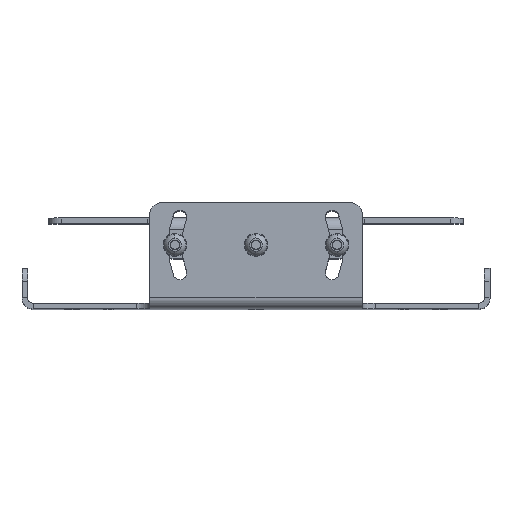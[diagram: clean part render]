
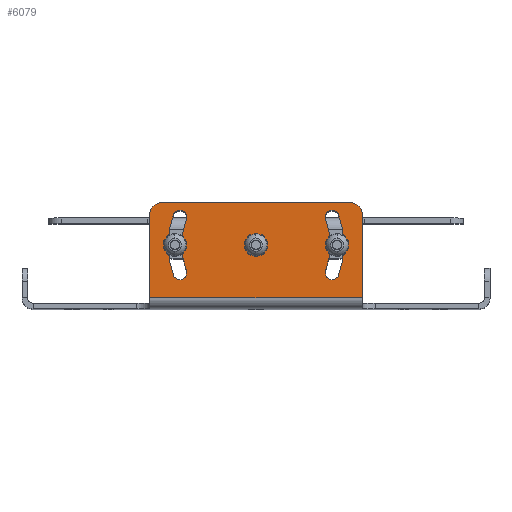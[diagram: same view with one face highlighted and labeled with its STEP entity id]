
A CAD part, top view. The second image highlights one B-rep face of the part: STEP entity #6079.
In plain terms, the highlighted face is planar.
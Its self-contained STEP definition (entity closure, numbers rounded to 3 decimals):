
#1240=DIRECTION('',(1.,0.,0.));
#1241=VECTOR('',#1240,100.);
#1242=CARTESIAN_POINT('',(-50.,-5.2,-112.6));
#1243=LINE('',#1242,#1241);
#1258=CARTESIAN_POINT('',(44.,-44.,-112.6));
#1259=DIRECTION('',(0.,0.,-1.));
#1260=DIRECTION('',(1.,0.,0.));
#1261=AXIS2_PLACEMENT_3D('',#1258,#1259,#1260);
#1263=DIRECTION('',(0.,-1.,0.));
#1264=VECTOR('',#1263,38.8);
#1265=CARTESIAN_POINT('',(50.,-5.2,-112.6));
#1266=LINE('',#1265,#1264);
#1267=DIRECTION('',(0.,1.,0.));
#1268=VECTOR('',#1267,38.8);
#1269=CARTESIAN_POINT('',(-50.,-44.,-112.6));
#1270=LINE('',#1269,#1268);
#1271=CARTESIAN_POINT('',(-44.,-44.,-112.6));
#1272=DIRECTION('',(0.,0.,-1.));
#1273=DIRECTION('',(0.,-1.,0.));
#1274=AXIS2_PLACEMENT_3D('',#1271,#1272,#1273);
#1276=DIRECTION('',(-1.,0.,0.));
#1277=VECTOR('',#1276,88.);
#1278=CARTESIAN_POINT('',(44.,-50.,-112.6));
#1279=LINE('',#1278,#1277);
#1280=CARTESIAN_POINT('',(0.,-30.,-112.6));
#1281=DIRECTION('',(0.,0.,1.));
#1282=DIRECTION('',(1.,0.,0.));
#1283=AXIS2_PLACEMENT_3D('',#1280,#1281,#1282);
#1285=CARTESIAN_POINT('',(0.,-30.,-112.6));
#1286=DIRECTION('',(0.,0.,1.));
#1287=DIRECTION('',(-1.,0.,0.));
#1288=AXIS2_PLACEMENT_3D('',#1285,#1286,#1287);
#1290=CARTESIAN_POINT('',(0.,-30.,-112.6));
#1291=DIRECTION('',(0.,0.,1.));
#1292=DIRECTION('',(-0.94,0.342,0.));
#1293=AXIS2_PLACEMENT_3D('',#1290,#1291,#1292);
#1295=CARTESIAN_POINT('',(-35.802,-43.031,-112.6));
#1296=DIRECTION('',(0.,0.,1.));
#1297=DIRECTION('',(-0.94,-0.342,0.));
#1298=AXIS2_PLACEMENT_3D('',#1295,#1296,#1297);
#1300=CARTESIAN_POINT('',(0.,-30.,-112.6));
#1301=DIRECTION('',(0.,0.,1.));
#1302=DIRECTION('',(-0.94,0.342,0.));
#1303=AXIS2_PLACEMENT_3D('',#1300,#1301,#1302);
#1305=CARTESIAN_POINT('',(-35.802,-16.969,-112.6));
#1306=DIRECTION('',(0.,0.,1.));
#1307=DIRECTION('',(0.94,-0.342,0.));
#1308=AXIS2_PLACEMENT_3D('',#1305,#1306,#1307);
#1310=CARTESIAN_POINT('',(0.,-30.,-112.6));
#1311=DIRECTION('',(0.,0.,1.));
#1312=DIRECTION('',(0.94,-0.342,0.));
#1313=AXIS2_PLACEMENT_3D('',#1310,#1311,#1312);
#1315=CARTESIAN_POINT('',(35.802,-16.969,-112.6));
#1316=DIRECTION('',(0.,0.,1.));
#1317=DIRECTION('',(0.94,0.342,0.));
#1318=AXIS2_PLACEMENT_3D('',#1315,#1316,#1317);
#1320=CARTESIAN_POINT('',(0.,-30.,-112.6));
#1321=DIRECTION('',(0.,0.,1.));
#1322=DIRECTION('',(0.94,-0.342,0.));
#1323=AXIS2_PLACEMENT_3D('',#1320,#1321,#1322);
#1325=CARTESIAN_POINT('',(35.802,-43.031,-112.6));
#1326=DIRECTION('',(0.,0.,1.));
#1327=DIRECTION('',(-0.94,0.342,0.));
#1328=AXIS2_PLACEMENT_3D('',#1325,#1326,#1327);
#3938=CARTESIAN_POINT('',(-50.,-5.2,-112.6));
#3939=CARTESIAN_POINT('',(50.,-5.2,-112.6));
#3940=VERTEX_POINT('',#3938);
#3941=VERTEX_POINT('',#3939);
#3970=CARTESIAN_POINT('',(50.,-44.,-112.6));
#3971=CARTESIAN_POINT('',(44.,-50.,-112.6));
#3972=VERTEX_POINT('',#3970);
#3973=VERTEX_POINT('',#3971);
#3978=CARTESIAN_POINT('',(-44.,-50.,-112.6));
#3979=CARTESIAN_POINT('',(-50.,-44.,-112.6));
#3980=VERTEX_POINT('',#3978);
#3981=VERTEX_POINT('',#3979);
#4026=CARTESIAN_POINT('',(3.1,-30.,-112.6));
#4027=CARTESIAN_POINT('',(-3.1,-30.,-112.6));
#4028=VERTEX_POINT('',#4026);
#4029=VERTEX_POINT('',#4027);
#4050=CARTESIAN_POINT('',(-32.748,-18.081,-112.6));
#4051=CARTESIAN_POINT('',(-32.748,-41.919,-112.6));
#4052=VERTEX_POINT('',#4050);
#4053=VERTEX_POINT('',#4051);
#4054=CARTESIAN_POINT('',(-38.856,-44.143,-112.6));
#4055=VERTEX_POINT('',#4054);
#4056=CARTESIAN_POINT('',(-38.856,-15.857,-112.6));
#4057=VERTEX_POINT('',#4056);
#4058=CARTESIAN_POINT('',(32.748,-41.919,-112.6));
#4059=CARTESIAN_POINT('',(32.748,-18.081,-112.6));
#4060=VERTEX_POINT('',#4058);
#4061=VERTEX_POINT('',#4059);
#4062=CARTESIAN_POINT('',(38.856,-15.857,-112.6));
#4063=VERTEX_POINT('',#4062);
#4064=CARTESIAN_POINT('',(38.856,-44.143,-112.6));
#4065=VERTEX_POINT('',#4064);
#6035=CARTESIAN_POINT('',(26.24,0.,-112.6));
#6036=DIRECTION('',(0.,0.,-1.));
#6037=DIRECTION('',(1.,0.,0.));
#6038=AXIS2_PLACEMENT_3D('',#6035,#6036,#6037);
#6039=PLANE('',#6038);
#6041=ORIENTED_EDGE('',*,*,#6040,.F.);
#6043=ORIENTED_EDGE('',*,*,#6042,.F.);
#6044=ORIENTED_EDGE('',*,*,#6026,.F.);
#6046=ORIENTED_EDGE('',*,*,#6045,.F.);
#6048=ORIENTED_EDGE('',*,*,#6047,.F.);
#6050=ORIENTED_EDGE('',*,*,#6049,.F.);
#6051=EDGE_LOOP('',(#6041,#6043,#6044,#6046,#6048,#6050));
#6052=FACE_OUTER_BOUND('',#6051,.F.);
#6054=ORIENTED_EDGE('',*,*,#6053,.F.);
#6056=ORIENTED_EDGE('',*,*,#6055,.F.);
#6057=EDGE_LOOP('',(#6054,#6056));
#6058=FACE_BOUND('',#6057,.F.);
#6060=ORIENTED_EDGE('',*,*,#6059,.T.);
#6062=ORIENTED_EDGE('',*,*,#6061,.F.);
#6064=ORIENTED_EDGE('',*,*,#6063,.F.);
#6066=ORIENTED_EDGE('',*,*,#6065,.F.);
#6067=EDGE_LOOP('',(#6060,#6062,#6064,#6066));
#6068=FACE_BOUND('',#6067,.F.);
#6070=ORIENTED_EDGE('',*,*,#6069,.T.);
#6072=ORIENTED_EDGE('',*,*,#6071,.F.);
#6074=ORIENTED_EDGE('',*,*,#6073,.F.);
#6076=ORIENTED_EDGE('',*,*,#6075,.F.);
#6077=EDGE_LOOP('',(#6070,#6072,#6074,#6076));
#6078=FACE_BOUND('',#6077,.F.);
#6079=ADVANCED_FACE('',(#6052,#6058,#6068,#6078),#6039,.T.);
#1262=CIRCLE('',#1261,6.);
#1275=CIRCLE('',#1274,6.);
#1284=CIRCLE('',#1283,3.1);
#1289=CIRCLE('',#1288,3.1);
#1294=CIRCLE('',#1293,34.85);
#1299=CIRCLE('',#1298,3.25);
#1304=CIRCLE('',#1303,41.35);
#1309=CIRCLE('',#1308,3.25);
#1314=CIRCLE('',#1313,34.85);
#1319=CIRCLE('',#1318,3.25);
#1324=CIRCLE('',#1323,41.35);
#1329=CIRCLE('',#1328,3.25);
#6026=EDGE_CURVE('',#3940,#3941,#1243,.T.);
#6040=EDGE_CURVE('',#3972,#3973,#1262,.T.);
#6042=EDGE_CURVE('',#3941,#3972,#1266,.T.);
#6045=EDGE_CURVE('',#3981,#3940,#1270,.T.);
#6047=EDGE_CURVE('',#3980,#3981,#1275,.T.);
#6049=EDGE_CURVE('',#3973,#3980,#1279,.T.);
#6053=EDGE_CURVE('',#4028,#4029,#1284,.T.);
#6055=EDGE_CURVE('',#4029,#4028,#1289,.T.);
#6059=EDGE_CURVE('',#4052,#4053,#1294,.T.);
#6061=EDGE_CURVE('',#4055,#4053,#1299,.T.);
#6063=EDGE_CURVE('',#4057,#4055,#1304,.T.);
#6065=EDGE_CURVE('',#4052,#4057,#1309,.T.);
#6069=EDGE_CURVE('',#4060,#4061,#1314,.T.);
#6071=EDGE_CURVE('',#4063,#4061,#1319,.T.);
#6073=EDGE_CURVE('',#4065,#4063,#1324,.T.);
#6075=EDGE_CURVE('',#4060,#4065,#1329,.T.);
